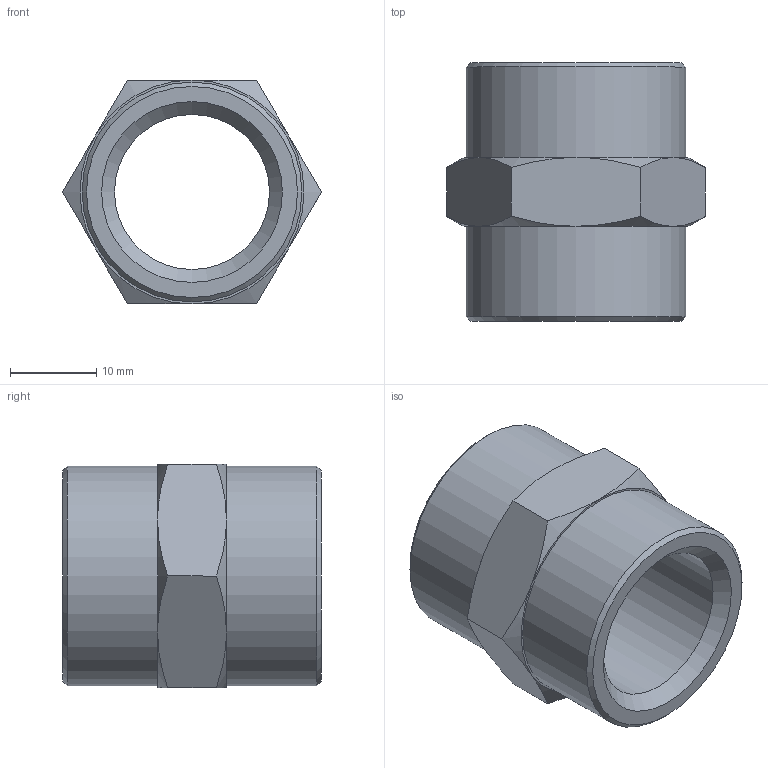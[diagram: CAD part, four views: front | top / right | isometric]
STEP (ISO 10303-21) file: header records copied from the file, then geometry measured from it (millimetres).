
FILE_DESCRIPTION (( 'STEP AP214' ), '1' );
FILE_NAME ('0300000010500A.STEP', '2013-08-08T06:50:53', ( 'ST01' ), ( '' ), 'SwSTEP 2.0', 'SolidWorks 2012', '' );
FILE_SCHEMA (( 'AUTOMOTIVE_DESIGN' ));
Length unit declared in the file: millimetre
Products named in the file (1): 0300000010500A
Bounding box: 30.02 x 30 x 26 mm (x, y, z)
Volume: 8092.6 mm3; surface area: 4645.4 mm2
Topology: 1 solids, 1 shells, 29 faces, 63 edges, 38 vertices
Faces by surface type: cone 16, plane 10, cylinder 3
Full cylindrical faces by diameter (mm): 18 x1, 25.5 x2
Entity records: 822 total; most frequent: CARTESIAN_POINT 236, DIRECTION 110, ORIENTED_EDGE 104, AXIS2_PLACEMENT_3D 52, EDGE_CURVE 52, EDGE_LOOP 40, VERTEX_POINT 34, FACE_OUTER_BOUND 32
